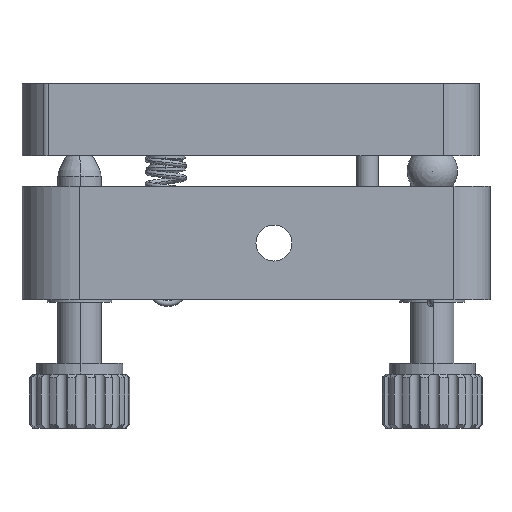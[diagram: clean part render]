
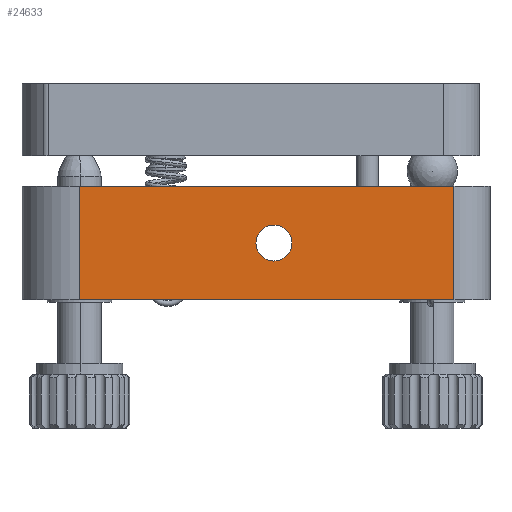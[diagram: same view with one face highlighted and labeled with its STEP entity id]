
A CAD part, front view. The second image highlights one B-rep face of the part: STEP entity #24633.
In plain terms, the highlighted planar face has unit normal (0, -1, 0).
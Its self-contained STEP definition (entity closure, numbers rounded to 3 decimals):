
#187 = EDGE_CURVE ( 'NONE', #8788, #7660, #28330, .T. ) ;
#1149 = CIRCLE ( 'NONE', #13524, 2.5 ) ;
#1405 = CARTESIAN_POINT ( 'NONE',  ( -30., 0., 5.4 ) ) ;
#1469 = EDGE_CURVE ( 'NONE', #30820, #22941, #4698, .T. ) ;
#2547 = DIRECTION ( 'NONE',  ( 0., 0., -1. ) ) ;
#3826 = VECTOR ( 'NONE', #35577, 1000. ) ;
#3956 = CARTESIAN_POINT ( 'NONE',  ( -5., 0., 15.8 ) ) ;
#4698 = LINE ( 'NONE', #3956, #18921 ) ;
#5291 = ORIENTED_EDGE ( 'NONE', *, *, #1469, .F. ) ;
#5574 = ORIENTED_EDGE ( 'NONE', *, *, #187, .F. ) ;
#6193 = EDGE_CURVE ( 'NONE', #30820, #31471, #31336, .T. ) ;
#6608 = ORIENTED_EDGE ( 'NONE', *, *, #6193, .T. ) ;
#7660 = VERTEX_POINT ( 'NONE', #1405 ) ;
#8788 = VERTEX_POINT ( 'NONE', #17135 ) ;
#9482 = CARTESIAN_POINT ( 'NONE',  ( -57., 0., 0. ) ) ;
#10124 = CARTESIAN_POINT ( 'NONE',  ( -5., 0., 0. ) ) ;
#10740 = CARTESIAN_POINT ( 'NONE',  ( -5., 0., 15.8 ) ) ;
#12214 = DIRECTION ( 'NONE',  ( 0., 0., -1. ) ) ;
#13041 = CARTESIAN_POINT ( 'NONE',  ( -5., 0., 15.8 ) ) ;
#13524 = AXIS2_PLACEMENT_3D ( 'NONE', #14668, #34401, #17542 ) ;
#13606 = DIRECTION ( 'NONE',  ( 1., 0., 0. ) ) ;
#14668 = CARTESIAN_POINT ( 'NONE',  ( -30., 0., 7.9 ) ) ;
#17135 = CARTESIAN_POINT ( 'NONE',  ( -30., 0., 10.4 ) ) ;
#17542 = DIRECTION ( 'NONE',  ( 0., 0., -1. ) ) ;
#18921 = VECTOR ( 'NONE', #22501, 1000. ) ;
#20240 = VERTEX_POINT ( 'NONE', #28917 ) ;
#20794 = CARTESIAN_POINT ( 'NONE',  ( -57., 0., 15.8 ) ) ;
#20978 = CARTESIAN_POINT ( 'NONE',  ( -30., 0., 7.9 ) ) ;
#21289 = ORIENTED_EDGE ( 'NONE', *, *, #33949, .T. ) ;
#21312 = EDGE_CURVE ( 'NONE', #22941, #20240, #33881, .T. ) ;
#21321 = EDGE_CURVE ( 'NONE', #7660, #8788, #1149, .T. ) ;
#22501 = DIRECTION ( 'NONE',  ( 1., 0., 0. ) ) ;
#22941 = VERTEX_POINT ( 'NONE', #24115 ) ;
#23519 = DIRECTION ( 'NONE',  ( 0., -1., 0. ) ) ;
#24115 = CARTESIAN_POINT ( 'NONE',  ( -5., 0., 15.8 ) ) ;
#24633 = ADVANCED_FACE ( 'NONE', ( #28497, #35091 ), #27656, .T. ) ;
#25121 = EDGE_LOOP ( 'NONE', ( #33085, #5574 ) ) ;
#27031 = DIRECTION ( 'NONE',  ( 1., 0., 0. ) ) ;
#27146 = AXIS2_PLACEMENT_3D ( 'NONE', #20978, #23519, #2547 ) ;
#27656 = PLANE ( 'NONE',  #34602 ) ;
#27789 = LINE ( 'NONE', #10124, #35274 ) ;
#28330 = CIRCLE ( 'NONE', #27146, 2.5 ) ;
#28497 = FACE_BOUND ( 'NONE', #25121, .T. ) ;
#28917 = CARTESIAN_POINT ( 'NONE',  ( -5., 0., 0. ) ) ;
#29080 = EDGE_LOOP ( 'NONE', ( #21289, #33943, #5291, #6608 ) ) ;
#29263 = CARTESIAN_POINT ( 'NONE',  ( -57., 0., 15.8 ) ) ;
#30507 = DIRECTION ( 'NONE',  ( 0., -1., 0. ) ) ;
#30820 = VERTEX_POINT ( 'NONE', #29263 ) ;
#30928 = VECTOR ( 'NONE', #12214, 1000. ) ;
#31336 = LINE ( 'NONE', #20794, #30928 ) ;
#31471 = VERTEX_POINT ( 'NONE', #9482 ) ;
#33085 = ORIENTED_EDGE ( 'NONE', *, *, #21321, .F. ) ;
#33881 = LINE ( 'NONE', #13041, #3826 ) ;
#33943 = ORIENTED_EDGE ( 'NONE', *, *, #21312, .F. ) ;
#33949 = EDGE_CURVE ( 'NONE', #31471, #20240, #27789, .T. ) ;
#34401 = DIRECTION ( 'NONE',  ( 0., -1., 0. ) ) ;
#34602 = AXIS2_PLACEMENT_3D ( 'NONE', #10740, #30507, #13606 ) ;
#35091 = FACE_OUTER_BOUND ( 'NONE', #29080, .T. ) ;
#35274 = VECTOR ( 'NONE', #27031, 1000. ) ;
#35577 = DIRECTION ( 'NONE',  ( 0., 0., -1. ) ) ;
